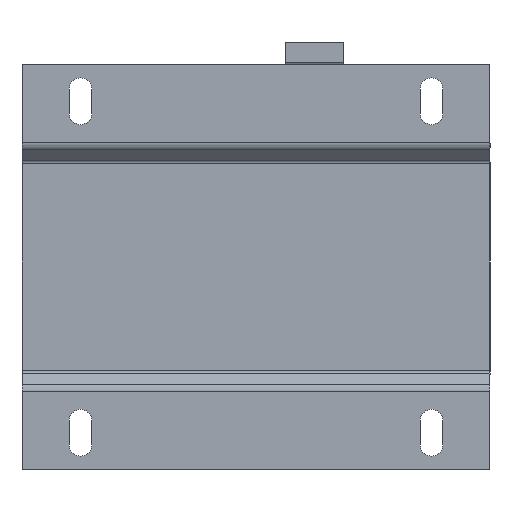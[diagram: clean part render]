
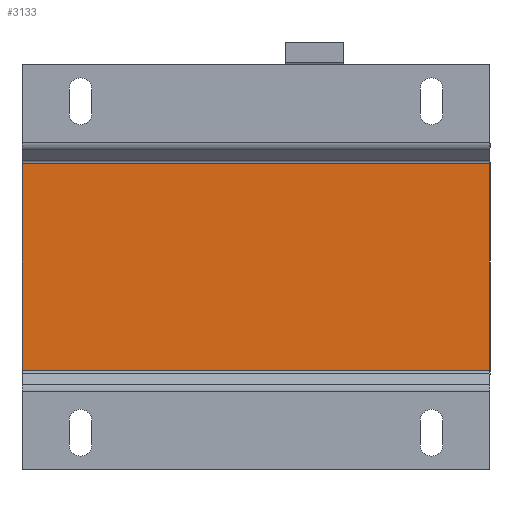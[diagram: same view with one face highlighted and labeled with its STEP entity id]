
A CAD part, front view. The second image highlights one B-rep face of the part: STEP entity #3133.
In plain terms, the highlighted planar face has unit normal (0, -1, 0).
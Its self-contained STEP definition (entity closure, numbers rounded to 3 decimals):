
#58 = EDGE_CURVE ( 'Defeature ausgef�hrt1_120+Defeature ausgef�hrt1_100+Defeature ausgef�hrt1_118+Defeature ausgef�hrt1_119', #4860, #7477, #8014, .T. ) ;
#282 = PLANE ( 'NONE',  #6427 ) ;
#619 = CARTESIAN_POINT ( 'NONE',  ( 0., -51.5, 26.5 ) ) ;
#716 = VECTOR ( 'NONE', #6430, 1000. ) ;
#893 = CARTESIAN_POINT ( 'NONE',  ( 60., -51.5, -26.5 ) ) ;
#1070 = LINE ( 'NONE', #3070, #4130 ) ;
#1095 = CARTESIAN_POINT ( 'NONE',  ( 60., -51.5, -52. ) ) ;
#2207 = FACE_OUTER_BOUND ( 'NONE', #4909, .T. ) ;
#2396 = CARTESIAN_POINT ( 'NONE',  ( -60., -51.5, -52. ) ) ;
#2425 = ORIENTED_EDGE ( 'NONE', *, *, #3591, .F. ) ;
#2525 = CARTESIAN_POINT ( 'NONE',  ( -60., -51.5, -26.5 ) ) ;
#2849 = DIRECTION ( 'NONE',  ( 0., 1., 0. ) ) ;
#3070 = CARTESIAN_POINT ( 'NONE',  ( 0., -51.5, -26.5 ) ) ;
#3133 = ADVANCED_FACE ( 'Defeature ausgef�hrt1_100', ( #2207 ), #282, .F. ) ;
#3559 = CARTESIAN_POINT ( 'NONE',  ( -60., -51.5, 26.5 ) ) ;
#3591 = EDGE_CURVE ( 'Defeature ausgef�hrt1_98+Defeature ausgef�hrt1_100+Defeature ausgef�hrt1_105+Defeature ausgef�hrt1_118', #6467, #4860, #4160, .T. ) ;
#3628 = ORIENTED_EDGE ( 'NONE', *, *, #6210, .F. ) ;
#3817 = DIRECTION ( 'NONE',  ( 1., 0., 0. ) ) ;
#4020 = VECTOR ( 'NONE', #4403, 1000. ) ;
#4130 = VECTOR ( 'NONE', #3817, 1000. ) ;
#4160 = LINE ( 'NONE', #2396, #716 ) ;
#4403 = DIRECTION ( 'NONE',  ( 1., 0., 0. ) ) ;
#4670 = ORIENTED_EDGE ( 'NONE', *, *, #58, .F. ) ;
#4860 = VERTEX_POINT ( 'NONE', #3559 ) ;
#4909 = EDGE_LOOP ( 'NONE', ( #4670, #2425, #7416, #3628 ) ) ;
#5509 = CARTESIAN_POINT ( 'NONE',  ( 0., -51.5, 0. ) ) ;
#5528 = LINE ( 'NONE', #1095, #6332 ) ;
#6210 = EDGE_CURVE ( 'Defeature ausgef�hrt1_99+Defeature ausgef�hrt1_100+Defeature ausgef�hrt1_119+Defeature ausgef�hrt1_106', #7477, #7084, #5528, .T. ) ;
#6332 = VECTOR ( 'NONE', #7604, 1000. ) ;
#6427 = AXIS2_PLACEMENT_3D ( 'NONE', #5509, #2849, #6818 ) ;
#6430 = DIRECTION ( 'NONE',  ( 0., 0., 1. ) ) ;
#6467 = VERTEX_POINT ( 'NONE', #2525 ) ;
#6818 = DIRECTION ( 'NONE',  ( 0., 0., -1. ) ) ;
#7084 = VERTEX_POINT ( 'NONE', #893 ) ;
#7416 = ORIENTED_EDGE ( 'NONE', *, *, #8057, .T. ) ;
#7477 = VERTEX_POINT ( 'NONE', #7723 ) ;
#7604 = DIRECTION ( 'NONE',  ( 0., 0., -1. ) ) ;
#7723 = CARTESIAN_POINT ( 'NONE',  ( 60., -51.5, 26.5 ) ) ;
#8014 = LINE ( 'NONE', #619, #4020 ) ;
#8057 = EDGE_CURVE ( 'Defeature ausgef�hrt1_100+Defeature ausgef�hrt1_107+Defeature ausgef�hrt1_98+Defeature ausgef�hrt1_99', #6467, #7084, #1070, .T. ) ;
